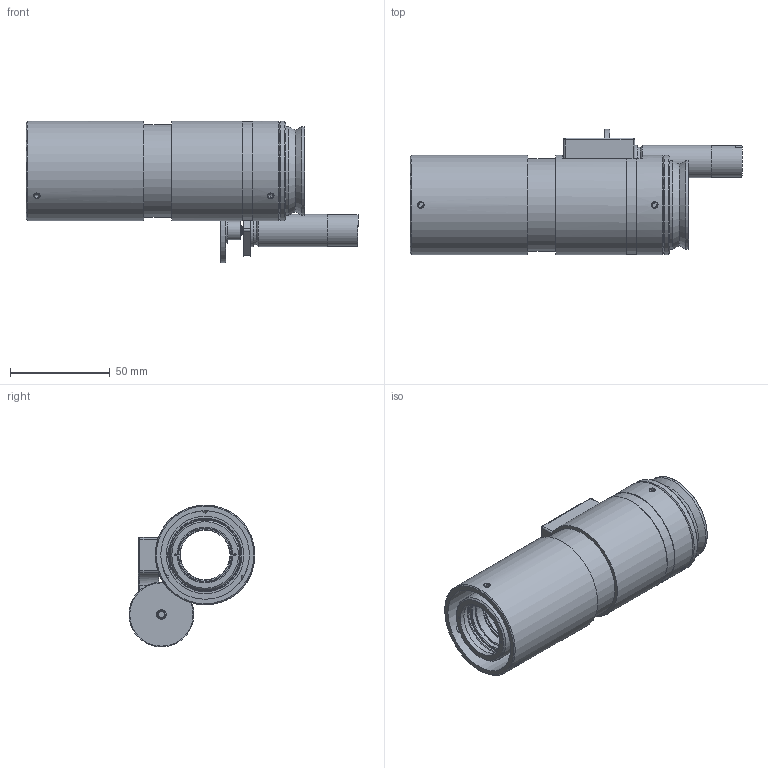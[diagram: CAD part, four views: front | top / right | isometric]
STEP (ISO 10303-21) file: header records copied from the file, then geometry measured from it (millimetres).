
FILE_DESCRIPTION(/* description */ (''),/* implementation_level */ '2;1');
FILE_NAME(/* name */ '80300_0.stp',/* time_stamp */ '2018-01-04T15:00:29-05:00',/* author */ ('BONAFEDE'),/* organization */ ('NAVITAR'),/* preprocessor_version */ 'ST-DEVELOPER v16.13',/* originating_system */ 'Autodesk Inventor 2018',/* authorisation */ '');
FILE_SCHEMA (('AUTOMOTIVE_DESIGN { 1 0 10303 214 3 1 1 }'));
Length unit declared in the file: inch
Products named in the file (1): Part5
Bounding box: 166.57 x 63.2 x 71.15 mm (x, y, z)
Volume: 146819.3 mm3; surface area: 96759.1 mm2
Topology: 5 solids, 24 shells, 1018 faces, 2553 edges, 1688 vertices
Faces by surface type: plane 572, cylinder 256, cone 106, bspline 76, sphere 7, torus 1
Full cylindrical faces by diameter (mm): 0.35 x5, 1.016 x3, 1.219 x2, 1.524 x11, 1.628 x1, 1.702 x8, 1.854 x2, 1.93 x2, 1.981 x2, 2 x2, 2.362 x3, 2.489 x2, 2.845 x1, 2.997 x1, 3 x5, 3.16 x1, 3.175 x3, 3.251 x6, 3.404 x2, 3.556 x4, 3.8 x2, 3.81 x2, 4.757 x1, 6.985 x1, 7.01 x1, 9.525 x1, 10.16 x1, 12.7 x1, 14.478 x1, 16.002 x1
Entity records: 32522 total; most frequent: CARTESIAN_POINT 8735, ORIENTED_EDGE 4416, DIRECTION 4350, EDGE_CURVE 2210, VERTEX_POINT 1581, AXIS2_PLACEMENT_3D 1500, EDGE_LOOP 1439, LINE 1350
